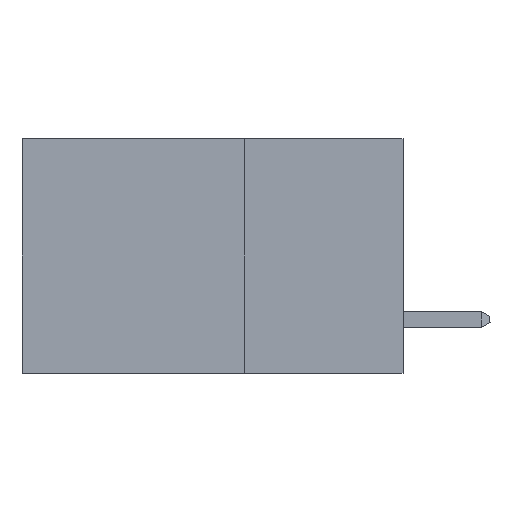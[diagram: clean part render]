
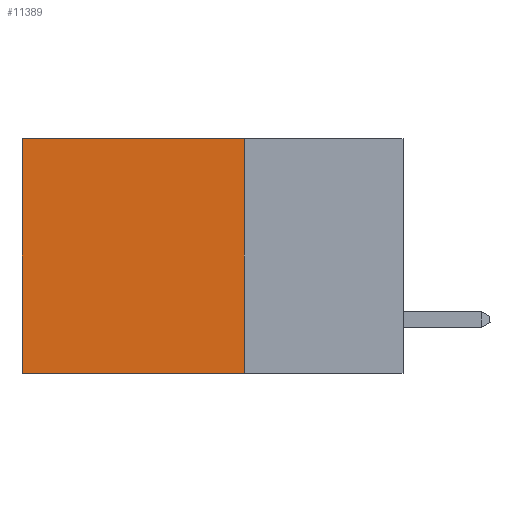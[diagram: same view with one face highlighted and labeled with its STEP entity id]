
A CAD part, left-side view. The second image highlights one B-rep face of the part: STEP entity #11389.
In plain terms, the highlighted planar face has unit normal (-1, 0, 0).
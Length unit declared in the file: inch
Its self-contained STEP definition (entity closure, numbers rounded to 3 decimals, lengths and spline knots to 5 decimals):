
#1687 = AXIS2_PLACEMENT_3D ( 'NONE', #33510, #45571, #10684 ) ;
#2171 = VECTOR ( 'NONE', #28801, 39.37008 ) ;
#2669 = CARTESIAN_POINT ( 'NONE',  ( 0.2875, 0.25, -0.37 ) ) ;
#4794 = LINE ( 'NONE', #36363, #40052 ) ;
#9396 = ORIENTED_EDGE ( 'NONE', *, *, #48269, .T. ) ;
#10236 = VERTEX_POINT ( 'NONE', #2669 ) ;
#10684 = DIRECTION ( 'NONE',  ( 0., 0., -1. ) ) ;
#11179 = PLANE ( 'NONE',  #1687 ) ;
#11389 = ADVANCED_FACE ( 'NONE', ( #19090 ), #11179, .F. ) ;
#13321 = EDGE_LOOP ( 'NONE', ( #18079, #23885, #17143, #9396 ) ) ;
#14067 = VERTEX_POINT ( 'NONE', #49343 ) ;
#15097 = CARTESIAN_POINT ( 'NONE',  ( 0.2875, 0.6, 0. ) ) ;
#17143 = ORIENTED_EDGE ( 'NONE', *, *, #31576, .F. ) ;
#17157 = DIRECTION ( 'NONE',  ( 0., 0., -1. ) ) ;
#17877 = CARTESIAN_POINT ( 'NONE',  ( 0.2875, 0.6, -0.37 ) ) ;
#18079 = ORIENTED_EDGE ( 'NONE', *, *, #30534, .T. ) ;
#19090 = FACE_OUTER_BOUND ( 'NONE', #13321, .T. ) ;
#19687 = LINE ( 'NONE', #42230, #29233 ) ;
#22212 = VECTOR ( 'NONE', #26643, 39.37008 ) ;
#23885 = ORIENTED_EDGE ( 'NONE', *, *, #43378, .F. ) ;
#26643 = DIRECTION ( 'NONE',  ( 0., 0., -1. ) ) ;
#28801 = DIRECTION ( 'NONE',  ( 0., 1., 0. ) ) ;
#29071 = LINE ( 'NONE', #48186, #2171 ) ;
#29233 = VECTOR ( 'NONE', #49079, 39.37008 ) ;
#29394 = LINE ( 'NONE', #15097, #22212 ) ;
#30534 = EDGE_CURVE ( 'NONE', #44292, #48758, #29394, .T. ) ;
#31576 = EDGE_CURVE ( 'NONE', #14067, #10236, #4794, .T. ) ;
#33510 = CARTESIAN_POINT ( 'NONE',  ( 0.2875, 0.25, 0. ) ) ;
#36363 = CARTESIAN_POINT ( 'NONE',  ( 0.2875, 0.25, 0. ) ) ;
#40052 = VECTOR ( 'NONE', #17157, 39.37008 ) ;
#42230 = CARTESIAN_POINT ( 'NONE',  ( 0.2875, 0.25, -0.37 ) ) ;
#43378 = EDGE_CURVE ( 'NONE', #10236, #48758, #19687, .T. ) ;
#44292 = VERTEX_POINT ( 'NONE', #48812 ) ;
#45571 = DIRECTION ( 'NONE',  ( 1., 0., 0. ) ) ;
#48186 = CARTESIAN_POINT ( 'NONE',  ( 0.2875, 0.25, 0. ) ) ;
#48269 = EDGE_CURVE ( 'NONE', #14067, #44292, #29071, .T. ) ;
#48758 = VERTEX_POINT ( 'NONE', #17877 ) ;
#48812 = CARTESIAN_POINT ( 'NONE',  ( 0.2875, 0.6, 0. ) ) ;
#49079 = DIRECTION ( 'NONE',  ( 0., 1., 0. ) ) ;
#49343 = CARTESIAN_POINT ( 'NONE',  ( 0.2875, 0.25, 0. ) ) ;
